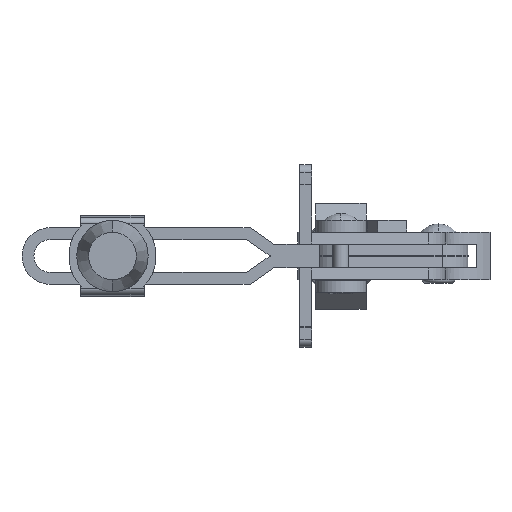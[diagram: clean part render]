
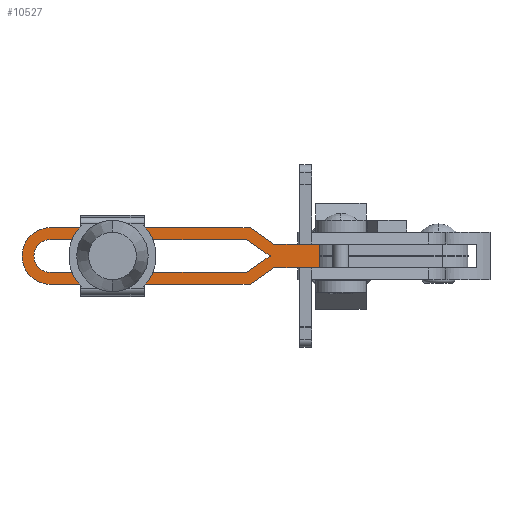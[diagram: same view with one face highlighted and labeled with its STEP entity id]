
A CAD part, front view. The second image highlights one B-rep face of the part: STEP entity #10527.
In plain terms, the highlighted planar face has unit normal (0, -1, 0).
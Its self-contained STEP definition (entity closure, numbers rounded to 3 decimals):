
#41 = LINE ( 'NONE', #11472, #2530 ) ;
#381 = ORIENTED_EDGE ( 'NONE', *, *, #8756, .F. ) ;
#446 = LINE ( 'NONE', #3202, #5751 ) ;
#492 = ORIENTED_EDGE ( 'NONE', *, *, #11744, .T. ) ;
#514 = CARTESIAN_POINT ( 'NONE',  ( -53.7, 31.8, 3. ) ) ;
#535 = DIRECTION ( 'NONE',  ( 1., 0., 0. ) ) ;
#553 = CARTESIAN_POINT ( 'NONE',  ( -59.7, 31.8, 7.15 ) ) ;
#738 = LINE ( 'NONE', #12463, #5707 ) ;
#865 = VERTEX_POINT ( 'NONE', #13394 ) ;
#961 = CARTESIAN_POINT ( 'NONE',  ( -110.036, 31.8, -4.15 ) ) ;
#1274 = PLANE ( 'NONE',  #9511 ) ;
#1363 = AXIS2_PLACEMENT_3D ( 'NONE', #12102, #5777, #13162 ) ;
#1404 = VERTEX_POINT ( 'NONE', #9475 ) ;
#1405 = VERTEX_POINT ( 'NONE', #9382 ) ;
#1422 = LINE ( 'NONE', #553, #3916 ) ;
#1491 = CARTESIAN_POINT ( 'NONE',  ( -54.636, 31.8, 0. ) ) ;
#1493 = ORIENTED_EDGE ( 'NONE', *, *, #1534, .F. ) ;
#1513 = VERTEX_POINT ( 'NONE', #1950 ) ;
#1534 = EDGE_CURVE ( 'NONE', #13281, #12672, #9543, .T. ) ;
#1586 = VECTOR ( 'NONE', #2639, 1000. ) ;
#1623 = DIRECTION ( 'NONE',  ( -0.822, 0., 0.569 ) ) ;
#1631 = VECTOR ( 'NONE', #4996, 1000. ) ;
#1670 = VECTOR ( 'NONE', #7490, 1000. ) ;
#1687 = CARTESIAN_POINT ( 'NONE',  ( -60.636, 31.8, 4.15 ) ) ;
#1746 = EDGE_CURVE ( 'NONE', #7400, #1404, #3754, .T. ) ;
#1948 = DIRECTION ( 'NONE',  ( -1., 0., 0. ) ) ;
#1950 = CARTESIAN_POINT ( 'NONE',  ( -42.19, 31.8, 3. ) ) ;
#2075 = ORIENTED_EDGE ( 'NONE', *, *, #10433, .T. ) ;
#2130 = EDGE_CURVE ( 'NONE', #1513, #8017, #738, .T. ) ;
#2138 = VERTEX_POINT ( 'NONE', #10248 ) ;
#2161 = VERTEX_POINT ( 'NONE', #6557 ) ;
#2306 = CARTESIAN_POINT ( 'NONE',  ( -117.186, 31.8, 0. ) ) ;
#2349 = DIRECTION ( 'NONE',  ( -1., 0., 0. ) ) ;
#2420 = VERTEX_POINT ( 'NONE', #1687 ) ;
#2501 = ORIENTED_EDGE ( 'NONE', *, *, #7696, .F. ) ;
#2530 = VECTOR ( 'NONE', #4096, 1000. ) ;
#2570 = VERTEX_POINT ( 'NONE', #3937 ) ;
#2639 = DIRECTION ( 'NONE',  ( 0.822, 0., 0.569 ) ) ;
#2648 = EDGE_CURVE ( 'NONE', #2138, #8028, #6934, .T. ) ;
#2672 = CARTESIAN_POINT ( 'NONE',  ( -42.19, 31.8, 7.15 ) ) ;
#2751 = EDGE_CURVE ( 'NONE', #9642, #2420, #9066, .T. ) ;
#2834 = ORIENTED_EDGE ( 'NONE', *, *, #8914, .T. ) ;
#2871 = ORIENTED_EDGE ( 'NONE', *, *, #3283, .T. ) ;
#3124 = VECTOR ( 'NONE', #12093, 1000. ) ;
#3202 = CARTESIAN_POINT ( 'NONE',  ( -42.19, 31.8, -7.15 ) ) ;
#3251 = VECTOR ( 'NONE', #8019, 1000. ) ;
#3283 = EDGE_CURVE ( 'NONE', #1405, #3985, #446, .T. ) ;
#3370 = CARTESIAN_POINT ( 'NONE',  ( -60.636, 31.8, -4.15 ) ) ;
#3377 = DIRECTION ( 'NONE',  ( -1., 0., 0. ) ) ;
#3561 = DIRECTION ( 'NONE',  ( 0., 0., 1. ) ) ;
#3749 = LINE ( 'NONE', #8290, #12157 ) ;
#3754 = LINE ( 'NONE', #2672, #9018 ) ;
#3916 = VECTOR ( 'NONE', #1623, 1000. ) ;
#3937 = CARTESIAN_POINT ( 'NONE',  ( -42.19, 31.8, 0. ) ) ;
#3940 = ORIENTED_EDGE ( 'NONE', *, *, #11196, .F. ) ;
#3985 = VERTEX_POINT ( 'NONE', #12861 ) ;
#4059 = CARTESIAN_POINT ( 'NONE',  ( -110.036, 31.8, 4.15 ) ) ;
#4096 = DIRECTION ( 'NONE',  ( 0., 0., 1. ) ) ;
#4312 = DIRECTION ( 'NONE',  ( 1., 0., 0. ) ) ;
#4690 = ORIENTED_EDGE ( 'NONE', *, *, #11232, .T. ) ;
#4961 = CIRCLE ( 'NONE', #11884, 7.15 ) ;
#4996 = DIRECTION ( 'NONE',  ( 0.822, 0., 0.569 ) ) ;
#5297 = CARTESIAN_POINT ( 'NONE',  ( -114.186, 31.8, 0. ) ) ;
#5494 = CARTESIAN_POINT ( 'NONE',  ( -42.19, 31.8, -7.15 ) ) ;
#5508 = LINE ( 'NONE', #10643, #12104 ) ;
#5543 = CARTESIAN_POINT ( 'NONE',  ( -110.036, 31.8, 0. ) ) ;
#5707 = VECTOR ( 'NONE', #7728, 1000. ) ;
#5751 = VECTOR ( 'NONE', #9527, 1000. ) ;
#5773 = ORIENTED_EDGE ( 'NONE', *, *, #12595, .T. ) ;
#5777 = DIRECTION ( 'NONE',  ( 0., -1., 0. ) ) ;
#5815 = CARTESIAN_POINT ( 'NONE',  ( -59.7, 31.8, -7.15 ) ) ;
#6124 = EDGE_LOOP ( 'NONE', ( #8689, #12623, #381, #3940, #1493, #10844, #7189, #2501, #5773, #6939, #6179, #13238, #2834, #2075, #2871, #4690, #8565, #492 ) ) ;
#6147 = CARTESIAN_POINT ( 'NONE',  ( -110.036, 31.8, 0. ) ) ;
#6179 = ORIENTED_EDGE ( 'NONE', *, *, #7518, .T. ) ;
#6200 = VECTOR ( 'NONE', #10477, 1000. ) ;
#6219 = EDGE_CURVE ( 'NONE', #2161, #865, #13241, .T. ) ;
#6369 = CIRCLE ( 'NONE', #10452, 7.15 ) ;
#6438 = CARTESIAN_POINT ( 'NONE',  ( -53.7, 31.8, -3. ) ) ;
#6557 = CARTESIAN_POINT ( 'NONE',  ( -53.7, 31.8, -3. ) ) ;
#6613 = DIRECTION ( 'NONE',  ( -1., 0., 0. ) ) ;
#6695 = LINE ( 'NONE', #10928, #11968 ) ;
#6731 = VERTEX_POINT ( 'NONE', #2306 ) ;
#6816 = CARTESIAN_POINT ( 'NONE',  ( -54.636, 31.8, 0. ) ) ;
#6934 = LINE ( 'NONE', #3370, #1631 ) ;
#6939 = ORIENTED_EDGE ( 'NONE', *, *, #2130, .T. ) ;
#7189 = ORIENTED_EDGE ( 'NONE', *, *, #2751, .F. ) ;
#7209 = DIRECTION ( 'NONE',  ( -1., 0., 0. ) ) ;
#7400 = VERTEX_POINT ( 'NONE', #8824 ) ;
#7490 = DIRECTION ( 'NONE',  ( 1., 0., 0. ) ) ;
#7518 = EDGE_CURVE ( 'NONE', #8017, #1404, #1422, .T. ) ;
#7550 = CIRCLE ( 'NONE', #1363, 4.15 ) ;
#7696 = EDGE_CURVE ( 'NONE', #10379, #9642, #3749, .T. ) ;
#7728 = DIRECTION ( 'NONE',  ( -1., 0., 0. ) ) ;
#7972 = CARTESIAN_POINT ( 'NONE',  ( -110.036, 31.8, 4.15 ) ) ;
#8017 = VERTEX_POINT ( 'NONE', #514 ) ;
#8019 = DIRECTION ( 'NONE',  ( -1., 0., 0. ) ) ;
#8028 = VERTEX_POINT ( 'NONE', #6816 ) ;
#8073 = EDGE_CURVE ( 'NONE', #2420, #13281, #11675, .T. ) ;
#8089 = CARTESIAN_POINT ( 'NONE',  ( -42.19, 31.8, 0. ) ) ;
#8105 = CARTESIAN_POINT ( 'NONE',  ( -60.636, 31.8, 4.15 ) ) ;
#8290 = CARTESIAN_POINT ( 'NONE',  ( -42.19, 31.8, 0. ) ) ;
#8398 = CARTESIAN_POINT ( 'NONE',  ( -110.036, 31.8, -4.15 ) ) ;
#8565 = ORIENTED_EDGE ( 'NONE', *, *, #6219, .T. ) ;
#8668 = DIRECTION ( 'NONE',  ( 0., -1., 0. ) ) ;
#8689 = ORIENTED_EDGE ( 'NONE', *, *, #12713, .F. ) ;
#8756 = EDGE_CURVE ( 'NONE', #12091, #2138, #8990, .T. ) ;
#8824 = CARTESIAN_POINT ( 'NONE',  ( -110.036, 31.8, 7.15 ) ) ;
#8914 = EDGE_CURVE ( 'NONE', #7400, #6731, #6369, .T. ) ;
#8990 = LINE ( 'NONE', #961, #6200 ) ;
#9018 = VECTOR ( 'NONE', #535, 1000. ) ;
#9066 = LINE ( 'NONE', #8105, #3124 ) ;
#9382 = CARTESIAN_POINT ( 'NONE',  ( -110.036, 31.8, -7.15 ) ) ;
#9475 = CARTESIAN_POINT ( 'NONE',  ( -59.7, 31.8, 7.15 ) ) ;
#9511 = AXIS2_PLACEMENT_3D ( 'NONE', #5494, #8668, #2349 ) ;
#9527 = DIRECTION ( 'NONE',  ( 1., 0., 0. ) ) ;
#9543 = CIRCLE ( 'NONE', #13495, 4.15 ) ;
#9642 = VERTEX_POINT ( 'NONE', #1491 ) ;
#9706 = DIRECTION ( 'NONE',  ( 0., -1., 0. ) ) ;
#10248 = CARTESIAN_POINT ( 'NONE',  ( -60.636, 31.8, -4.15 ) ) ;
#10341 = LINE ( 'NONE', #5815, #1586 ) ;
#10379 = VERTEX_POINT ( 'NONE', #8089 ) ;
#10433 = EDGE_CURVE ( 'NONE', #6731, #1405, #4961, .T. ) ;
#10452 = AXIS2_PLACEMENT_3D ( 'NONE', #5543, #12908, #6613 ) ;
#10477 = DIRECTION ( 'NONE',  ( 1., 0., 0. ) ) ;
#10527 = ADVANCED_FACE ( 'NONE', ( #11061 ), #1274, .T. ) ;
#10643 = CARTESIAN_POINT ( 'NONE',  ( -42.19, 31.8, 0. ) ) ;
#10844 = ORIENTED_EDGE ( 'NONE', *, *, #8073, .F. ) ;
#10928 = CARTESIAN_POINT ( 'NONE',  ( -42.19, 31.8, -7.15 ) ) ;
#11061 = FACE_OUTER_BOUND ( 'NONE', #6124, .T. ) ;
#11196 = EDGE_CURVE ( 'NONE', #12672, #12091, #7550, .T. ) ;
#11232 = EDGE_CURVE ( 'NONE', #3985, #2161, #10341, .T. ) ;
#11472 = CARTESIAN_POINT ( 'NONE',  ( -42.19, 31.8, -7.15 ) ) ;
#11675 = LINE ( 'NONE', #7972, #3251 ) ;
#11744 = EDGE_CURVE ( 'NONE', #865, #2570, #6695, .T. ) ;
#11884 = AXIS2_PLACEMENT_3D ( 'NONE', #6147, #13528, #7209 ) ;
#11968 = VECTOR ( 'NONE', #3561, 1000. ) ;
#12091 = VERTEX_POINT ( 'NONE', #8398 ) ;
#12093 = DIRECTION ( 'NONE',  ( -0.822, 0., 0.569 ) ) ;
#12102 = CARTESIAN_POINT ( 'NONE',  ( -110.036, 31.8, 0. ) ) ;
#12104 = VECTOR ( 'NONE', #4312, 1000. ) ;
#12157 = VECTOR ( 'NONE', #1948, 1000. ) ;
#12463 = CARTESIAN_POINT ( 'NONE',  ( -53.7, 31.8, 3. ) ) ;
#12595 = EDGE_CURVE ( 'NONE', #10379, #1513, #41, .T. ) ;
#12623 = ORIENTED_EDGE ( 'NONE', *, *, #2648, .F. ) ;
#12672 = VERTEX_POINT ( 'NONE', #5297 ) ;
#12713 = EDGE_CURVE ( 'NONE', #8028, #2570, #5508, .T. ) ;
#12861 = CARTESIAN_POINT ( 'NONE',  ( -59.7, 31.8, -7.15 ) ) ;
#12908 = DIRECTION ( 'NONE',  ( 0., -1., 0. ) ) ;
#13162 = DIRECTION ( 'NONE',  ( -1., 0., 0. ) ) ;
#13238 = ORIENTED_EDGE ( 'NONE', *, *, #1746, .F. ) ;
#13241 = LINE ( 'NONE', #6438, #1670 ) ;
#13281 = VERTEX_POINT ( 'NONE', #4059 ) ;
#13394 = CARTESIAN_POINT ( 'NONE',  ( -42.19, 31.8, -3. ) ) ;
#13495 = AXIS2_PLACEMENT_3D ( 'NONE', #13542, #9706, #3377 ) ;
#13528 = DIRECTION ( 'NONE',  ( 0., -1., 0. ) ) ;
#13542 = CARTESIAN_POINT ( 'NONE',  ( -110.036, 31.8, 0. ) ) ;
